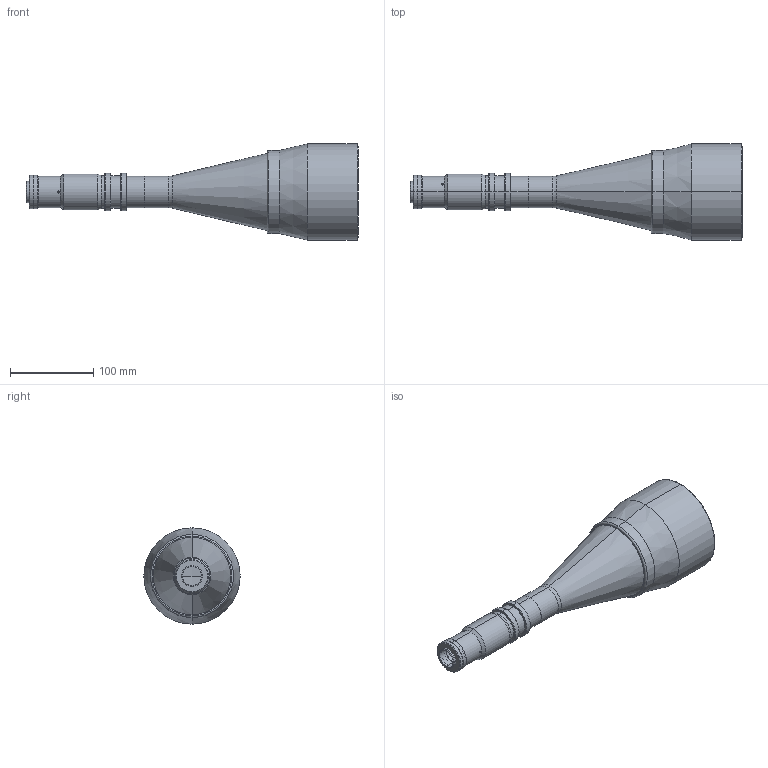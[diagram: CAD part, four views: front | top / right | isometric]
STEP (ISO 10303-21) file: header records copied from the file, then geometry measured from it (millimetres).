
FILE_DESCRIPTION (( 'STEP AP214' ), '1' );
FILE_NAME ('4M80_C.STEP', '2013-04-30T06:56:22', ( 'Work' ), ( '' ), 'SwSTEP 2.0', 'SolidWorks 2013', '' );
FILE_SCHEMA (( 'AUTOMOTIVE_DESIGN' ));
Length unit declared in the file: millimetre
Products named in the file (1): 4M80_C
Bounding box: 399.8 x 116 x 116 mm (x, y, z)
Surface area: 119688 mm2 (no closed solid volume)
Topology: 0 solids, 12 shells, 109 faces, 282 edges, 190 vertices
Faces by surface type: cylinder 48, cone 29, plane 24, torus 6, sphere 2
Entity records: 4888 total; most frequent: CARTESIAN_POINT 892, DIRECTION 653, ORIENTED_EDGE 480, EDGE_CURVE 282, AXIS2_PLACEMENT_3D 281, VERTEX_POINT 190, CIRCLE 171, EDGE_LOOP 141
